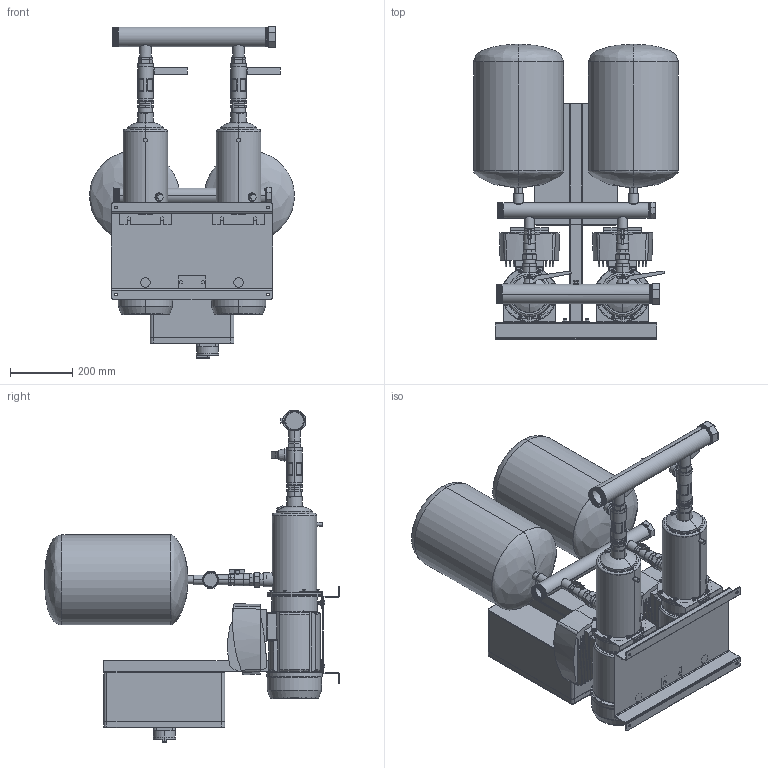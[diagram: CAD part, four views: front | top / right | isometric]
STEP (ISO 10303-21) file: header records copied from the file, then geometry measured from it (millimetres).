
FILE_DESCRIPTION (( 'STEP AP214' ), '1' );
FILE_NAME ('2EH_9-8_TE.STEP', '2022-03-02T10:16:55', ( '' ), ( '' ), 'SwSTEP 2.0', 'SolidWorks 2020', '' );
FILE_SCHEMA (( 'AUTOMOTIVE_DESIGN' ));
Length unit declared in the file: mil
Products named in the file (1): 2EH_9-8_TE
Bounding box: 660 x 950 x 1069.25 mm (x, y, z)
Volume: 72814296.5 mm3; surface area: 5211255.8 mm2
Topology: 46 solids, 47 shells, 1630 faces, 3928 edges, 2535 vertices
Faces by surface type: plane 846, cylinder 575, cone 116, bspline 42, torus 41, sphere 10
Entity records: 73086 total; most frequent: CARTESIAN_POINT 34524, ORIENTED_EDGE 7844, DIRECTION 7698, EDGE_CURVE 3922, AXIS2_PLACEMENT_3D 2721, VERTEX_POINT 2535, VECTOR 2256, LINE 2256
